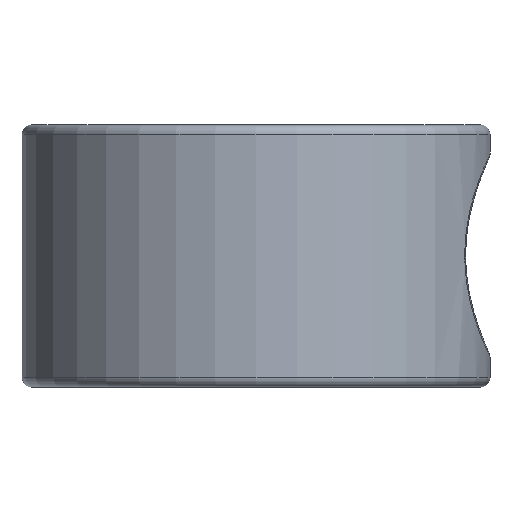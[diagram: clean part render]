
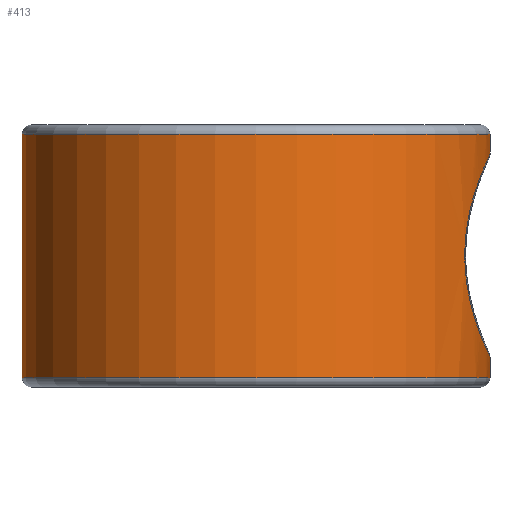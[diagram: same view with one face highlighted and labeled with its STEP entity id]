
A CAD part, front view. The second image highlights one B-rep face of the part: STEP entity #413.
In plain terms, the highlighted cylindrical face has radius 6.35 mm (diameter 12.7 mm), a partial arc.
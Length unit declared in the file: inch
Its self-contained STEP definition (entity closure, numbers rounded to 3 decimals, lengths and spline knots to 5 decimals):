
#1 = CARTESIAN_POINT ( 'NONE',  ( 0., 0., 0.28 ) ) ;
#18 = CARTESIAN_POINT ( 'NONE',  ( 0.22311, -0.1128, 0.13206 ) ) ;
#26 = EDGE_CURVE ( 'NONE', #98, #843, #927, .T. ) ;
#27 = CARTESIAN_POINT ( 'NONE',  ( 0.22348, -0.11206, 0.12552 ) ) ;
#30 = CARTESIAN_POINT ( 'NONE',  ( 0.22477, -0.10945, 0.113 ) ) ;
#33 = CARTESIAN_POINT ( 'NONE',  ( 0.22717, -0.1044, 0.18235 ) ) ;
#39 = VERTEX_POINT ( 'NONE', #697 ) ;
#66 = CARTESIAN_POINT ( 'NONE',  ( 0.25, 0., 0.27 ) ) ;
#74 = DIRECTION ( 'NONE',  ( -1., 0., 0. ) ) ;
#95 = CARTESIAN_POINT ( 'NONE',  ( 0.22568, -0.1076, 0.10694 ) ) ;
#97 = CARTESIAN_POINT ( 'NONE',  ( 0.2279, -0.1028, 0.09516 ) ) ;
#98 = VERTEX_POINT ( 'NONE', #327 ) ;
#102 = CARTESIAN_POINT ( 'NONE',  ( 0.23572, -0.08391, 0.21413 ) ) ;
#117 = CARTESIAN_POINT ( 'NONE',  ( 0., 0., 0.01 ) ) ;
#122 = ORIENTED_EDGE ( 'NONE', *, *, #26, .T. ) ;
#128 = CARTESIAN_POINT ( 'NONE',  ( 0.24652, -0.04157, 0.24131 ) ) ;
#159 = CARTESIAN_POINT ( 'NONE',  ( 0.22922, -0.09985, 0.08944 ) ) ;
#172 = CARTESIAN_POINT ( 'NONE',  ( 0.23204, -0.09312, 0.07883 ) ) ;
#176 = CARTESIAN_POINT ( 'NONE',  ( 0.22841, -0.1017, 0.18808 ) ) ;
#189 = CIRCLE ( 'NONE', #349, 0.25 ) ;
#191 = CARTESIAN_POINT ( 'NONE',  ( 0.25, 0., 0.28 ) ) ;
#192 = DIRECTION ( 'NONE',  ( 1., 0., 0. ) ) ;
#220 = CARTESIAN_POINT ( 'NONE',  ( 0., 0., 0.27 ) ) ;
#228 = CARTESIAN_POINT ( 'NONE',  ( 0.25, 0., 0.01 ) ) ;
#234 = EDGE_LOOP ( 'NONE', ( #431, #723, #947, #868, #592, #122, #865 ) ) ;
#237 = CARTESIAN_POINT ( 'NONE',  ( 0.23354, -0.08933, 0.07386 ) ) ;
#242 = CARTESIAN_POINT ( 'NONE',  ( 0.2366, -0.08087, 0.06456 ) ) ;
#246 = CIRCLE ( 'NONE', #412, 0.25 ) ;
#247 = CARTESIAN_POINT ( 'NONE',  ( 0.23816, -0.07621, 0.06024 ) ) ;
#249 = CARTESIAN_POINT ( 'NONE',  ( 0.24176, -0.06446, 0.23038 ) ) ;
#250 = CARTESIAN_POINT ( 'NONE',  ( 0.2411, -0.06631, 0.05251 ) ) ;
#252 = CARTESIAN_POINT ( 'NONE',  ( 0.22511, -0.10877, 0.17038 ) ) ;
#281 = DIRECTION ( 'NONE',  ( 0., 0., -1. ) ) ;
#290 = DIRECTION ( 'NONE',  ( 1., 0., 0. ) ) ;
#313 = FACE_OUTER_BOUND ( 'NONE', #234, .T. ) ;
#325 = CARTESIAN_POINT ( 'NONE',  ( 0.22428, -0.11045, 0.16407 ) ) ;
#327 = CARTESIAN_POINT ( 'NONE',  ( 0.25, 0., 0.03207 ) ) ;
#333 = CARTESIAN_POINT ( 'NONE',  ( 0.24652, -0.04157, 0.24131 ) ) ;
#349 = AXIS2_PLACEMENT_3D ( 'NONE', #117, #644, #192 ) ;
#355 = CARTESIAN_POINT ( 'NONE',  ( 0.24851, -0.02813, 0.24573 ) ) ;
#357 = CARTESIAN_POINT ( 'NONE',  ( 0.25, 0., 0.28 ) ) ;
#369 = DIRECTION ( 'NONE',  ( 0., 0., -1. ) ) ;
#399 = CARTESIAN_POINT ( 'NONE',  ( 0.25, 0., 0.03207 ) ) ;
#401 = CARTESIAN_POINT ( 'NONE',  ( 0.2425, -0.06104, 0.04907 ) ) ;
#412 = AXIS2_PLACEMENT_3D ( 'NONE', #220, #737, #290 ) ;
#413 = ADVANCED_FACE ( 'NONE', ( #313 ), #882, .T. ) ;
#418 = VECTOR ( 'NONE', #369, 39.37008 ) ;
#427 = DIRECTION ( 'NONE',  ( 0., 0., -1. ) ) ;
#431 = ORIENTED_EDGE ( 'NONE', *, *, #604, .F. ) ;
#433 = CARTESIAN_POINT ( 'NONE',  ( 0.25, -0.0072, 0.24893 ) ) ;
#471 = LINE ( 'NONE', #357, #640 ) ;
#472 = CARTESIAN_POINT ( 'NONE',  ( 0.24896, -0.02588, 0.03425 ) ) ;
#476 = CARTESIAN_POINT ( 'NONE',  ( 0.25, -0.01287, 0.03207 ) ) ;
#482 = B_SPLINE_CURVE_WITH_KNOTS ( 'NONE', 3,
 ( #128, #577, #355, #875, #433, #942 ),
 .UNSPECIFIED., .F., .F.,
 ( 4, 2, 4 ),
 ( 0.0168, 0.01735, 0.01789 ),
 .UNSPECIFIED. ) ;
#485 = AXIS2_PLACEMENT_3D ( 'NONE', #1, #522, #74 ) ;
#488 = VERTEX_POINT ( 'NONE', #228 ) ;
#522 = DIRECTION ( 'NONE',  ( 0., 0., -1. ) ) ;
#545 = CARTESIAN_POINT ( 'NONE',  ( 0.24505, -0.04985, 0.04301 ) ) ;
#577 = CARTESIAN_POINT ( 'NONE',  ( 0.24764, -0.03492, 0.24384 ) ) ;
#592 = ORIENTED_EDGE ( 'NONE', *, *, #929, .F. ) ;
#604 = EDGE_CURVE ( 'NONE', #611, #821, #471, .T. ) ;
#611 = VERTEX_POINT ( 'NONE', #66 ) ;
#623 = LINE ( 'NONE', #665, #418 ) ;
#625 = CARTESIAN_POINT ( 'NONE',  ( 0.22298, -0.11305, 0.14497 ) ) ;
#628 = EDGE_CURVE ( 'NONE', #611, #39, #246, .T. ) ;
#637 = EDGE_CURVE ( 'NONE', #39, #808, #623, .T. ) ;
#640 = VECTOR ( 'NONE', #281, 39.37008 ) ;
#644 = DIRECTION ( 'NONE',  ( 0., 0., 1. ) ) ;
#649 = LINE ( 'NONE', #191, #823 ) ;
#665 = CARTESIAN_POINT ( 'NONE',  ( -0.25, 0., 0.28 ) ) ;
#692 = CARTESIAN_POINT ( 'NONE',  ( 0.24618, -0.04397, 0.04044 ) ) ;
#697 = CARTESIAN_POINT ( 'NONE',  ( -0.25, 0., 0.27 ) ) ;
#709 = EDGE_CURVE ( 'NONE', #808, #488, #189, .T. ) ;
#723 = ORIENTED_EDGE ( 'NONE', *, *, #628, .T. ) ;
#737 = DIRECTION ( 'NONE',  ( 0., 0., -1. ) ) ;
#767 = CARTESIAN_POINT ( 'NONE',  ( 0.23253, -0.09207, 0.20455 ) ) ;
#768 = CARTESIAN_POINT ( 'NONE',  ( 0.22322, -0.11257, 0.15137 ) ) ;
#808 = VERTEX_POINT ( 'NONE', #913 ) ;
#821 = VERTEX_POINT ( 'NONE', #848 ) ;
#823 = VECTOR ( 'NONE', #427, 39.37008 ) ;
#843 = VERTEX_POINT ( 'NONE', #333 ) ;
#845 = CARTESIAN_POINT ( 'NONE',  ( 0.24652, -0.04157, 0.24131 ) ) ;
#848 = CARTESIAN_POINT ( 'NONE',  ( 0.25, 0., 0.24893 ) ) ;
#865 = ORIENTED_EDGE ( 'NONE', *, *, #953, .T. ) ;
#868 = ORIENTED_EDGE ( 'NONE', *, *, #709, .T. ) ;
#875 = CARTESIAN_POINT ( 'NONE',  ( 0.24969, -0.01427, 0.24827 ) ) ;
#882 = CYLINDRICAL_SURFACE ( 'NONE', #485, 0.25 ) ;
#911 = CARTESIAN_POINT ( 'NONE',  ( 0.24449, -0.05362, 0.23673 ) ) ;
#913 = CARTESIAN_POINT ( 'NONE',  ( -0.25, 0., 0.01 ) ) ;
#927 = B_SPLINE_CURVE_WITH_KNOTS ( 'NONE', 3,
 ( #399, #476, #472, #692, #545, #401, #250, #247, #242, #237, #172, #159, #97, #95, #30, #27, #18, #625, #768, #325, #252, #33, #176, #767, #102, #249, #911, #845 ),
 .UNSPECIFIED., .F., .F.,
 ( 4, 2, 2, 2, 2, 2, 2, 2, 2, 2, 2, 2, 2, 4 ),
 ( 0.00894, 0.00993, 0.01042, 0.01091, 0.0114, 0.01189, 0.01238, 0.01287, 0.01337, 0.01386, 0.01435, 0.01484, 0.01582, 0.0168 ),
 .UNSPECIFIED. ) ;
#929 = EDGE_CURVE ( 'NONE', #98, #488, #649, .T. ) ;
#942 = CARTESIAN_POINT ( 'NONE',  ( 0.25, 0., 0.24893 ) ) ;
#947 = ORIENTED_EDGE ( 'NONE', *, *, #637, .T. ) ;
#953 = EDGE_CURVE ( 'NONE', #843, #821, #482, .T. ) ;
